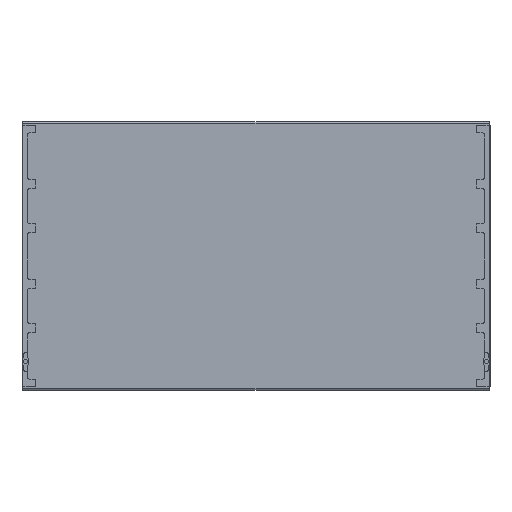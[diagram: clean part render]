
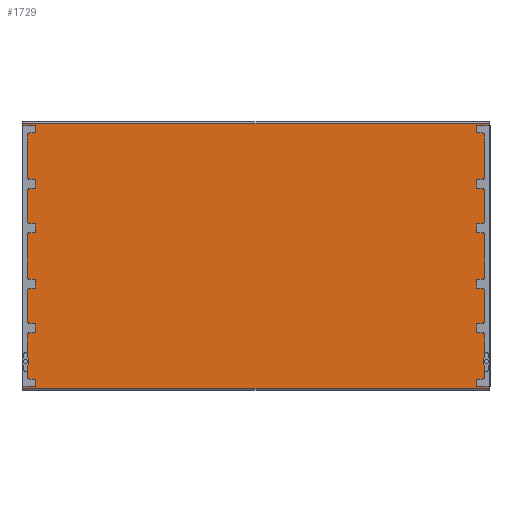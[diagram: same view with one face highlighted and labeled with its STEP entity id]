
A CAD part, top view. The second image highlights one B-rep face of the part: STEP entity #1729.
In plain terms, the highlighted planar face has unit normal (0, 0, 1).
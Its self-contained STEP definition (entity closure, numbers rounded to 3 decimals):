
#288 = LINE ( 'NONE', #1325, #2873 ) ;
#424 = CARTESIAN_POINT ( 'NONE',  ( -1050., 597.235, -2. ) ) ;
#454 = VERTEX_POINT ( 'NONE', #5098 ) ;
#504 = VECTOR ( 'NONE', #11530, 1000. ) ;
#565 = VERTEX_POINT ( 'NONE', #4258 ) ;
#1094 = CARTESIAN_POINT ( 'NONE',  ( 1050., 597.235, -2. ) ) ;
#1325 = CARTESIAN_POINT ( 'NONE',  ( -1050., -597.235, -2. ) ) ;
#1394 = ORIENTED_EDGE ( 'NONE', *, *, #9268, .T. ) ;
#1551 = FACE_OUTER_BOUND ( 'NONE', #11283, .T. ) ;
#1637 = LINE ( 'NONE', #1094, #5073 ) ;
#1707 = ORIENTED_EDGE ( 'NONE', *, *, #10671, .F. ) ;
#1729 = ADVANCED_FACE ( 'NONE', ( #1551 ), #6247, .T. ) ;
#2331 = DIRECTION ( 'NONE',  ( 1., 0., 0. ) ) ;
#2428 = LINE ( 'NONE', #7358, #9092 ) ;
#2873 = VECTOR ( 'NONE', #2331, 1000. ) ;
#3388 = CARTESIAN_POINT ( 'NONE',  ( -1050., 597.235, -2. ) ) ;
#3792 = DIRECTION ( 'NONE',  ( 0., -1., 0. ) ) ;
#4258 = CARTESIAN_POINT ( 'NONE',  ( -1050., -597.235, -2. ) ) ;
#4904 = EDGE_CURVE ( 'NONE', #6640, #454, #1637, .T. ) ;
#5073 = VECTOR ( 'NONE', #3792, 1000. ) ;
#5098 = CARTESIAN_POINT ( 'NONE',  ( 1050., -597.235, -2. ) ) ;
#5278 = DIRECTION ( 'NONE',  ( 0., 0., 1. ) ) ;
#5293 = AXIS2_PLACEMENT_3D ( 'NONE', #3388, #5278, #11736 ) ;
#6247 = PLANE ( 'NONE',  #5293 ) ;
#6640 = VERTEX_POINT ( 'NONE', #11548 ) ;
#6720 = EDGE_CURVE ( 'NONE', #565, #454, #288, .T. ) ;
#7358 = CARTESIAN_POINT ( 'NONE',  ( -1050., 597.235, -2. ) ) ;
#7399 = DIRECTION ( 'NONE',  ( 0., -1., 0. ) ) ;
#8068 = ORIENTED_EDGE ( 'NONE', *, *, #4904, .F. ) ;
#9092 = VECTOR ( 'NONE', #7399, 1000. ) ;
#9268 = EDGE_CURVE ( 'NONE', #10923, #565, #2428, .T. ) ;
#10342 = LINE ( 'NONE', #424, #504 ) ;
#10671 = EDGE_CURVE ( 'NONE', #10923, #6640, #10342, .T. ) ;
#10786 = ORIENTED_EDGE ( 'NONE', *, *, #6720, .T. ) ;
#10923 = VERTEX_POINT ( 'NONE', #11864 ) ;
#11283 = EDGE_LOOP ( 'NONE', ( #8068, #1707, #1394, #10786 ) ) ;
#11530 = DIRECTION ( 'NONE',  ( 1., 0., 0. ) ) ;
#11548 = CARTESIAN_POINT ( 'NONE',  ( 1050., 597.235, -2. ) ) ;
#11736 = DIRECTION ( 'NONE',  ( 1., 0., 0. ) ) ;
#11864 = CARTESIAN_POINT ( 'NONE',  ( -1050., 597.235, -2. ) ) ;
